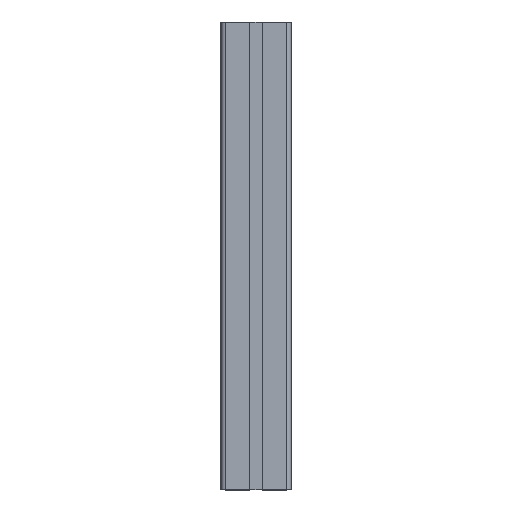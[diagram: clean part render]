
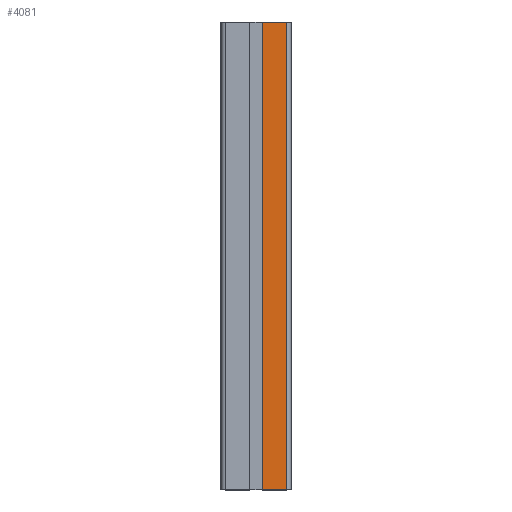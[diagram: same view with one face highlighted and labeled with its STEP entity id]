
A CAD part, top view. The second image highlights one B-rep face of the part: STEP entity #4081.
In plain terms, the highlighted face is planar.
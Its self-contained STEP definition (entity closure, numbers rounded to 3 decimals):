
#1592 = LINE ( 'NONE', #1600, #3479 ) ;
#1600 = CARTESIAN_POINT ( 'NONE',  ( -4.1, 22.5, -300. ) ) ;
#1601 = DIRECTION ( 'NONE',  ( -1., 0., 0. ) ) ;
#1613 = LINE ( 'NONE', #1639, #3526 ) ;
#1628 = CARTESIAN_POINT ( 'NONE',  ( -19.5, 22.5, -300. ) ) ;
#1632 = LINE ( 'NONE', #1628, #3517 ) ;
#1634 = DIRECTION ( 'NONE',  ( 0., 0., 1. ) ) ;
#1639 = CARTESIAN_POINT ( 'NONE',  ( -4.1, 22.5, 0. ) ) ;
#1646 = DIRECTION ( 'NONE',  ( -1., 0., 0. ) ) ;
#1698 = DIRECTION ( 'NONE',  ( 0., 0., 1. ) ) ;
#1714 = CARTESIAN_POINT ( 'NONE',  ( -4.1, 22.5, -300. ) ) ;
#2085 = LINE ( 'NONE', #1714, #3566 ) ;
#2380 = VERTEX_POINT ( 'NONE', #2507 ) ;
#2425 = VERTEX_POINT ( 'NONE', #2496 ) ;
#2427 = VERTEX_POINT ( 'NONE', #2471 ) ;
#2438 = VERTEX_POINT ( 'NONE', #2513 ) ;
#2471 = CARTESIAN_POINT ( 'NONE',  ( -4.1, 22.5, -300. ) ) ;
#2496 = CARTESIAN_POINT ( 'NONE',  ( -4.1, 22.5, 0. ) ) ;
#2507 = CARTESIAN_POINT ( 'NONE',  ( -19.5, 22.5, 0. ) ) ;
#2513 = CARTESIAN_POINT ( 'NONE',  ( -19.5, 22.5, -300. ) ) ;
#2636 = PLANE ( 'NONE',  #3281 ) ;
#2645 = CARTESIAN_POINT ( 'NONE',  ( -4.1, 22.5, -300. ) ) ;
#2648 = FACE_OUTER_BOUND ( 'NONE', #5016, .T. ) ;
#2662 = DIRECTION ( 'NONE',  ( 0., 0., 1. ) ) ;
#2667 = DIRECTION ( 'NONE',  ( 0., 1., 0. ) ) ;
#3281 = AXIS2_PLACEMENT_3D ( 'NONE', #2645, #2667, #2662 ) ;
#3479 = VECTOR ( 'NONE', #1601, 1000. ) ;
#3517 = VECTOR ( 'NONE', #1634, 1000. ) ;
#3526 = VECTOR ( 'NONE', #1646, 1000. ) ;
#3566 = VECTOR ( 'NONE', #1698, 1000. ) ;
#4081 = ADVANCED_FACE ( 'PLANAR_1', ( #2648 ), #2636, .T. ) ;
#4368 = EDGE_CURVE ( 'NONE', #2427, #2438, #1592, .T. ) ;
#4383 = EDGE_CURVE ( 'NONE', #2438, #2380, #1632, .T. ) ;
#4391 = EDGE_CURVE ( 'NONE', #2425, #2380, #1613, .T. ) ;
#4408 = EDGE_CURVE ( 'NONE', #2427, #2425, #2085, .T. ) ;
#4800 = ORIENTED_EDGE ( 'NONE', *, *, #4408, .F. ) ;
#4802 = ORIENTED_EDGE ( 'NONE', *, *, #4391, .F. ) ;
#4811 = ORIENTED_EDGE ( 'NONE', *, *, #4383, .T. ) ;
#4825 = ORIENTED_EDGE ( 'NONE', *, *, #4368, .T. ) ;
#5016 = EDGE_LOOP ( 'NONE', ( #4802, #4800, #4825, #4811 ) ) ;
